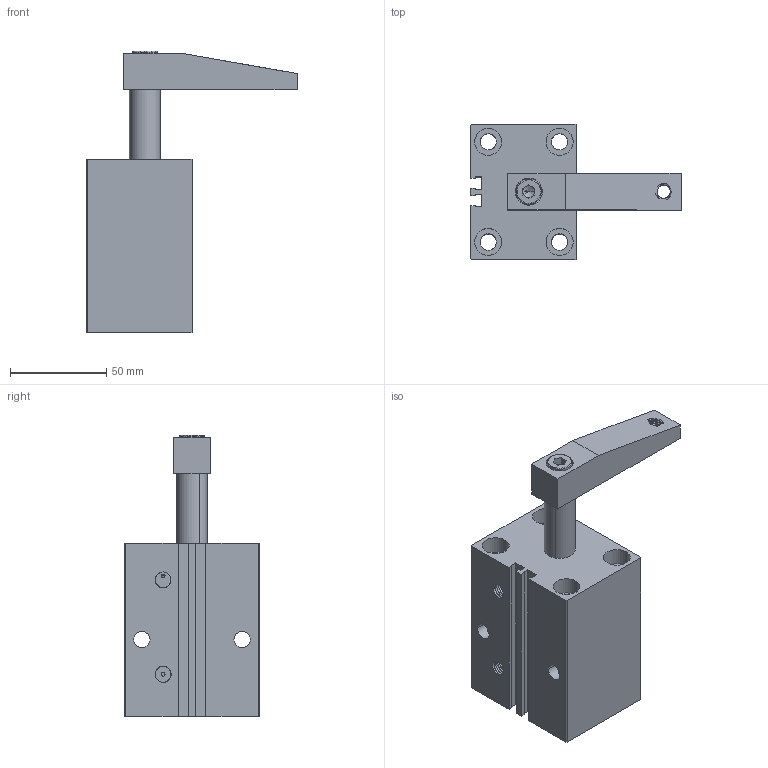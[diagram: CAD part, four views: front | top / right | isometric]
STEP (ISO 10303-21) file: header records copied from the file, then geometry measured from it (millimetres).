
FILE_DESCRIPTION (( 'STEP AP203' ), '1' );
FILE_NAME ('PSB-40.STEP', '2019-05-03T07:25:39', ( 'User' ), ( 'china' ), 'SwSTEP 2.0', 'SolidWorks 2018', '' );
FILE_SCHEMA (( 'CONFIG_CONTROL_DESIGN' ));
Length unit declared in the file: millimetre
Products named in the file (5): PSB40BT; 40housaigan; PSB40YB; socket head cap screw_iso_ISO 4762 M8 x 25 --- 25S; PSB-40
Assembly tree (4 placements, depth 2):
  PSB-40
    PSB40BT
    40housaigan
    PSB40YB
    socket head cap screw_iso_ISO 4762 M8 x 25 --- 25S
Bounding box: 109 x 70 x 146 mm (x, y, z)
Volume: 305080.3 mm3; surface area: 74107.4 mm2
Topology: 4 solids, 4 shells, 413 faces, 1063 edges, 658 vertices
Faces by surface type: cylinder 238, cone 80, plane 68, bspline 21, torus 6
Entity records: 22644 total; most frequent: CARTESIAN_POINT 13107, ORIENTED_EDGE 2114, DIRECTION 1708, EDGE_CURVE 1057, VERTEX_POINT 658, AXIS2_PLACEMENT_3D 629, VECTOR 450, LINE 450
